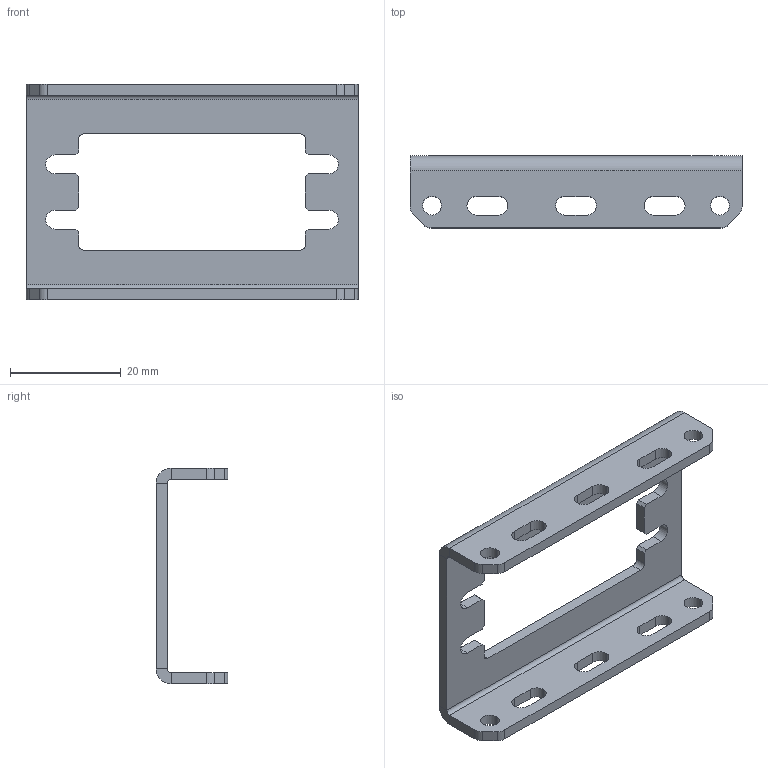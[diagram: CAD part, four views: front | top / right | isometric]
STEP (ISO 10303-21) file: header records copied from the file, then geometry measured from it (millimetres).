
FILE_DESCRIPTION (( 'STEP AP203' ), '1' );
FILE_NAME ('REV-41-1681.STEP', '2019-07-15T18:31:44', ( '' ), ( '' ), 'SwSTEP 2.0', 'SolidWorks 2018', '' );
FILE_SCHEMA (( 'CONFIG_CONTROL_DESIGN' ));
Length unit declared in the file: millimetre
Products named in the file (1): REV-41-1681
Bounding box: 60 x 13 x 39 mm (x, y, z)
Volume: 4884.8 mm3; surface area: 5980.4 mm2
Topology: 1 solids, 1 shells, 104 faces, 290 edges, 188 vertices
Faces by surface type: plane 58, cylinder 46
Entity records: 3459 total; most frequent: DIRECTION 592, CARTESIAN_POINT 583, ORIENTED_EDGE 580, EDGE_CURVE 290, VECTOR 198, LINE 198, AXIS2_PLACEMENT_3D 197, VERTEX_POINT 188
